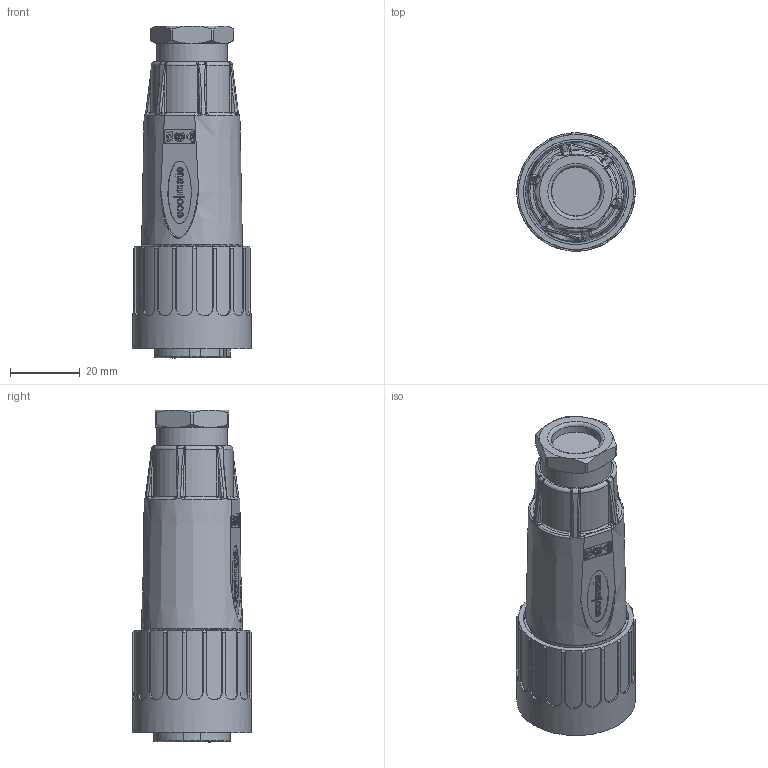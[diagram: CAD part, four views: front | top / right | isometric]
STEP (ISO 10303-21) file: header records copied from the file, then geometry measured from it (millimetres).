
FILE_DESCRIPTION(/* description */ (''),/* implementation_level */ '2;1');
FILE_NAME(/* name */ 'c016 10e017 003 1nxc001-01.stp',/* time_stamp */ '2019-07-08T08:38:47+02:00',/* author */ (''),/* organization */ (''),/* preprocessor_version */ 'ST-DEVELOPER v16.7',/* originating_system */ 'SIEMENS PLM Software NX 12.0',/* authorisation */ '');
FILE_SCHEMA (('AUTOMOTIVE_DESIGN { 1 0 10303 214 3 1 1 1 }'));
Length unit declared in the file: millimetre
Products named in the file (1): c016 10e017 003 1nxc001-01
Bounding box: 34 x 34 x 95.4 mm (x, y, z)
Volume: 54726.2 mm3; surface area: 16014.7 mm2
Topology: 1 solids, 1 shells, 1082 faces, 2850 edges, 1831 vertices
Faces by surface type: plane 553, cylinder 256, bspline 168, cone 48, torus 40, sphere 12, extrusion 5
Full cylindrical faces by diameter (mm): 18 x1, 20.4 x1, 22 x1, 27 x1, 30.2 x2, 34 x1
Entity records: 36026 total; most frequent: CARTESIAN_POINT 10879, ORIENTED_EDGE 5618, DIRECTION 4702, EDGE_CURVE 2809, VERTEX_POINT 1821, VECTOR 1648, LINE 1643, AXIS2_PLACEMENT_3D 1527
